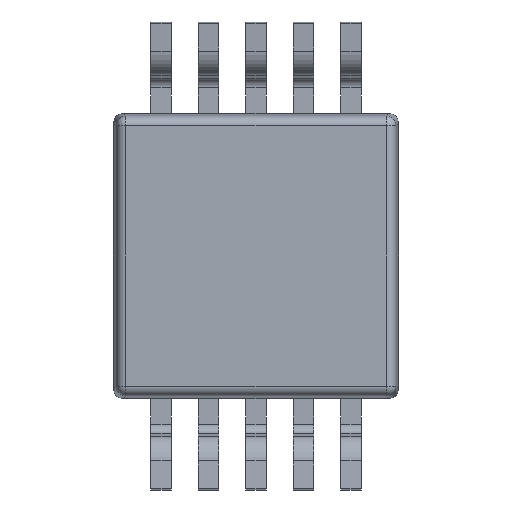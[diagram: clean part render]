
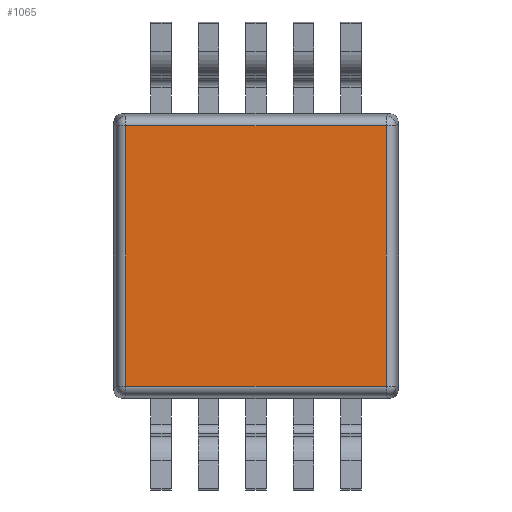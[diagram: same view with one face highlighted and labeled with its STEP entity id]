
A CAD part, front view. The second image highlights one B-rep face of the part: STEP entity #1065.
In plain terms, the highlighted face is planar.
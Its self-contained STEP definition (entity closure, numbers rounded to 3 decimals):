
#158=FACE_OUTER_BOUND('',#225,.T.);
#225=EDGE_LOOP('',(#924,#925,#926,#927));
#330=LINE('',#1850,#423);
#331=LINE('',#1855,#424);
#332=LINE('',#1856,#425);
#333=LINE('',#1857,#426);
#423=VECTOR('',#1507,2.745);
#424=VECTOR('',#1512,2.745);
#425=VECTOR('',#1513,2.745);
#426=VECTOR('',#1514,2.745);
#546=VERTEX_POINT('',#1845);
#547=VERTEX_POINT('',#1849);
#548=VERTEX_POINT('',#1853);
#549=VERTEX_POINT('',#1854);
#677=EDGE_CURVE('',#546,#547,#330,.T.);
#679=EDGE_CURVE('',#548,#549,#331,.T.);
#680=EDGE_CURVE('',#549,#546,#332,.T.);
#681=EDGE_CURVE('',#547,#548,#333,.T.);
#924=ORIENTED_EDGE('',*,*,#679,.T.);
#925=ORIENTED_EDGE('',*,*,#680,.T.);
#926=ORIENTED_EDGE('',*,*,#677,.T.);
#927=ORIENTED_EDGE('',*,*,#681,.T.);
#1012=PLANE('',#1199);
#1065=ADVANCED_FACE('',(#158),#1012,.T.);
#1199=AXIS2_PLACEMENT_3D('',#1852,#1510,#1511);
#1507=DIRECTION('',(-1.,0.,0.));
#1510=DIRECTION('center_axis',(0.,-1.,0.));
#1511=DIRECTION('ref_axis',(1.,0.,0.));
#1512=DIRECTION('',(1.,0.,0.));
#1513=DIRECTION('',(0.,0.,1.));
#1514=DIRECTION('',(0.,0.,-1.));
#1845=CARTESIAN_POINT('',(1.372,-0.59,1.372));
#1849=CARTESIAN_POINT('',(-1.372,-0.59,1.372));
#1850=CARTESIAN_POINT('',(1.372,-0.59,1.372));
#1852=CARTESIAN_POINT('Origin',(-1.5,-0.59,-1.5));
#1853=CARTESIAN_POINT('',(-1.372,-0.59,-1.372));
#1854=CARTESIAN_POINT('',(1.372,-0.59,-1.372));
#1855=CARTESIAN_POINT('',(-1.372,-0.59,-1.372));
#1856=CARTESIAN_POINT('',(1.372,-0.59,-1.372));
#1857=CARTESIAN_POINT('',(-1.372,-0.59,1.372));
